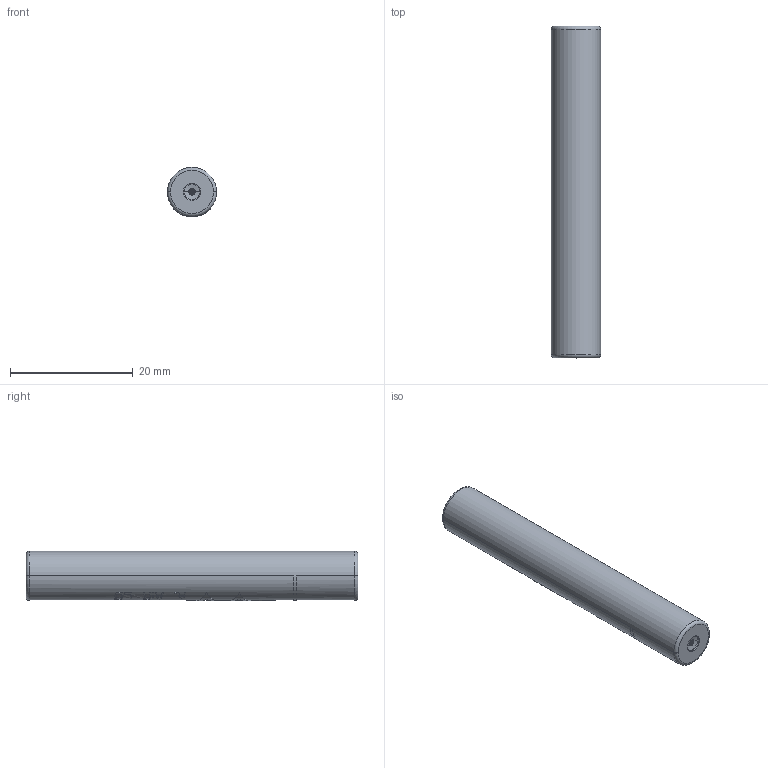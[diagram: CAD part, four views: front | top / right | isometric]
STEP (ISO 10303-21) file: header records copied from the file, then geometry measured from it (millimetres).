
FILE_DESCRIPTION((''),'2;1');
FILE_NAME('00111975402','2020-05-26T',('presta_be4'),(''),'CREO PARAMETRIC BY PTC INC, 2018360','CREO PARAMETRIC BY PTC INC, 2018360','');
FILE_SCHEMA(('CONFIG_CONTROL_DESIGN'));
Length unit declared in the file: millimetre
Products named in the file (1): 00111975402
Bounding box: 8 x 54 x 8.05 mm (x, y, z)
Volume: 1966.9 mm3; surface area: 3145.3 mm2
Topology: 2 solids, 4 shells, 737 faces, 1949 edges, 1268 vertices
Faces by surface type: plane 486, cylinder 155, torus 48, cone 36, bspline 12
Entity records: 24665 total; most frequent: CARTESIAN_POINT 7142, ORIENTED_EDGE 3898, DIRECTION 3287, EDGE_CURVE 1949, VERTEX_POINT 1268, AXIS2_PLACEMENT_3D 1235, VECTOR 817, LINE 817
